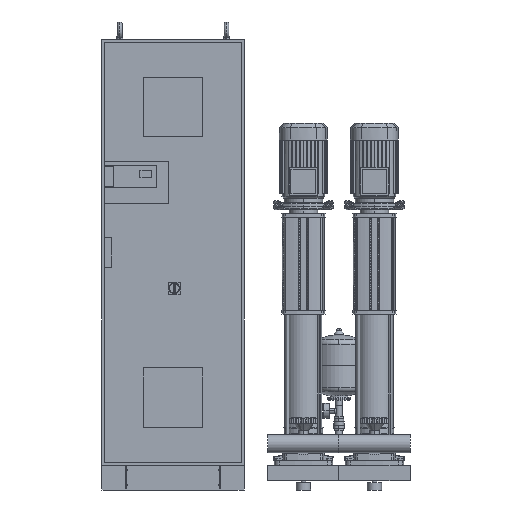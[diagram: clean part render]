
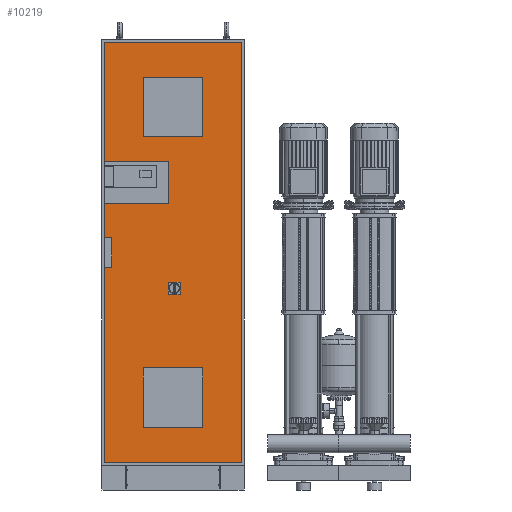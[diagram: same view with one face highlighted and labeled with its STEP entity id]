
A CAD part, front view. The second image highlights one B-rep face of the part: STEP entity #10219.
In plain terms, the highlighted planar face has unit normal (0, -1, 0).
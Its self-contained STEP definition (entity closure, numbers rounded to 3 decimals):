
#9337=CARTESIAN_POINT('',(-658.,-262.5,940.0));
#9338=VERTEX_POINT('',#9337);
#9345=CARTESIAN_POINT('',(-658.,-262.5,1065.0));
#9346=VERTEX_POINT('',#9345);
#9347=CARTESIAN_POINT('',(-658.,-262.5,1065.0));
#9348=DIRECTION('',(0.0,0.0,-1.0));
#9349=VECTOR('',#9348,125.0);
#9350=LINE('',#9347,#9349);
#9351=EDGE_CURVE('',#9346,#9338,#9350,.T.);
#9375=CARTESIAN_POINT('',(-688.,-262.5,940.0));
#9376=VERTEX_POINT('',#9375);
#9383=CARTESIAN_POINT('',(-658.,-262.5,940.0));
#9384=DIRECTION('',(-1.0,0.0,0.0));
#9385=VECTOR('',#9384,30.);
#9386=LINE('',#9383,#9385);
#9387=EDGE_CURVE('',#9338,#9376,#9386,.T.);
#9406=CARTESIAN_POINT('',(-688.0,-262.5,1065.0));
#9407=VERTEX_POINT('',#9406);
#9414=CARTESIAN_POINT('',(-688.,-262.5,940.0));
#9415=DIRECTION('',(0.0,0.0,1.0));
#9416=VECTOR('',#9415,125.0);
#9417=LINE('',#9414,#9416);
#9418=EDGE_CURVE('',#9376,#9407,#9417,.T.);
#9436=CARTESIAN_POINT('',(-688.0,-262.5,1065.0));
#9437=DIRECTION('',(1.0,0.0,0.0));
#9438=VECTOR('',#9437,30.);
#9439=LINE('',#9436,#9438);
#9440=EDGE_CURVE('',#9407,#9346,#9439,.T.);
#9503=CARTESIAN_POINT('',(-690.,-262.5,1210.0));
#9504=VERTEX_POINT('',#9503);
#9521=CARTESIAN_POINT('',(-690.,-262.5,115.0));
#9522=VERTEX_POINT('',#9521);
#9529=CARTESIAN_POINT('',(-690.,-262.5,115.0));
#9530=DIRECTION('',(0.0,0.0,1.0));
#9531=VECTOR('',#9530,1095.0);
#9532=LINE('',#9529,#9531);
#9533=EDGE_CURVE('',#9522,#9504,#9532,.T.);
#9551=CARTESIAN_POINT('',(-420.,-262.5,1385.0));
#9552=VERTEX_POINT('',#9551);
#9559=CARTESIAN_POINT('',(-690.,-262.5,1385.0));
#9560=VERTEX_POINT('',#9559);
#9561=CARTESIAN_POINT('',(-690.,-262.5,1385.0));
#9562=DIRECTION('',(1.0,0.0,0.0));
#9563=VECTOR('',#9562,270.0);
#9564=LINE('',#9561,#9563);
#9565=EDGE_CURVE('',#9560,#9552,#9564,.T.);
#9598=CARTESIAN_POINT('',(-420.,-262.5,1210.0));
#9599=VERTEX_POINT('',#9598);
#9606=CARTESIAN_POINT('',(-420.,-262.5,1385.0));
#9607=DIRECTION('',(0.0,0.0,-1.0));
#9608=VECTOR('',#9607,175.0);
#9609=LINE('',#9606,#9608);
#9610=EDGE_CURVE('',#9552,#9599,#9609,.T.);
#9635=CARTESIAN_POINT('',(-420.,-262.5,1210.0));
#9636=DIRECTION('',(-1.0,0.0,0.0));
#9637=VECTOR('',#9636,270.0);
#9638=LINE('',#9635,#9637);
#9639=EDGE_CURVE('',#9599,#9504,#9638,.T.);
#9678=CARTESIAN_POINT('',(-275.0,-262.5,1740.0));
#9679=VERTEX_POINT('',#9678);
#9686=CARTESIAN_POINT('',(-525.0,-262.5,1740.0));
#9687=VERTEX_POINT('',#9686);
#9688=CARTESIAN_POINT('',(-525.0,-262.5,1740.0));
#9689=DIRECTION('',(1.0,0.0,0.0));
#9690=VECTOR('',#9689,250.0);
#9691=LINE('',#9688,#9690);
#9692=EDGE_CURVE('',#9687,#9679,#9691,.T.);
#9716=CARTESIAN_POINT('',(-275.,-262.5,1490.0));
#9717=VERTEX_POINT('',#9716);
#9724=CARTESIAN_POINT('',(-275.0,-262.5,1740.0));
#9725=DIRECTION('',(0.0,0.0,-1.0));
#9726=VECTOR('',#9725,250.0);
#9727=LINE('',#9724,#9726);
#9728=EDGE_CURVE('',#9679,#9717,#9727,.T.);
#9747=CARTESIAN_POINT('',(-525.0,-262.5,1490.0));
#9748=VERTEX_POINT('',#9747);
#9755=CARTESIAN_POINT('',(-275.,-262.5,1490.0));
#9756=DIRECTION('',(-1.0,0.0,0.0));
#9757=VECTOR('',#9756,250.);
#9758=LINE('',#9755,#9757);
#9759=EDGE_CURVE('',#9717,#9748,#9758,.T.);
#9777=CARTESIAN_POINT('',(-525.0,-262.5,1490.0));
#9778=DIRECTION('',(0.0,0.0,1.0));
#9779=VECTOR('',#9778,250.0);
#9780=LINE('',#9777,#9779);
#9781=EDGE_CURVE('',#9748,#9687,#9780,.T.);
#9814=CARTESIAN_POINT('',(-275.,-262.5,265.0));
#9815=VERTEX_POINT('',#9814);
#9822=CARTESIAN_POINT('',(-275.,-262.5,515.0));
#9823=VERTEX_POINT('',#9822);
#9824=CARTESIAN_POINT('',(-275.,-262.5,515.0));
#9825=DIRECTION('',(0.0,0.0,-1.0));
#9826=VECTOR('',#9825,250.0);
#9827=LINE('',#9824,#9826);
#9828=EDGE_CURVE('',#9823,#9815,#9827,.T.);
#9852=CARTESIAN_POINT('',(-525.,-262.5,265.0));
#9853=VERTEX_POINT('',#9852);
#9860=CARTESIAN_POINT('',(-275.,-262.5,265.0));
#9861=DIRECTION('',(-1.0,0.0,0.0));
#9862=VECTOR('',#9861,250.);
#9863=LINE('',#9860,#9862);
#9864=EDGE_CURVE('',#9815,#9853,#9863,.T.);
#9883=CARTESIAN_POINT('',(-525.,-262.5,515.0));
#9884=VERTEX_POINT('',#9883);
#9891=CARTESIAN_POINT('',(-525.,-262.5,265.0));
#9892=DIRECTION('',(0.0,0.0,1.0));
#9893=VECTOR('',#9892,250.0);
#9894=LINE('',#9891,#9893);
#9895=EDGE_CURVE('',#9853,#9884,#9894,.T.);
#9913=CARTESIAN_POINT('',(-525.,-262.5,515.0));
#9914=DIRECTION('',(1.0,0.0,0.0));
#9915=VECTOR('',#9914,250.);
#9916=LINE('',#9913,#9915);
#9917=EDGE_CURVE('',#9884,#9823,#9916,.T.);
#10076=CARTESIAN_POINT('',(-110.,-262.5,1890.0));
#10077=VERTEX_POINT('',#10076);
#10078=CARTESIAN_POINT('',(-110.0,-262.5,115.0));
#10079=VERTEX_POINT('',#10078);
#10080=CARTESIAN_POINT('',(-110.,-262.5,1890.0));
#10081=DIRECTION('',(0.0,0.0,-1.0));
#10082=VECTOR('',#10081,1775.0);
#10083=LINE('',#10080,#10082);
#10084=EDGE_CURVE('',#10077,#10079,#10083,.T.);
#10116=CARTESIAN_POINT('',(-110.0,-262.5,115.0));
#10117=DIRECTION('',(-1.0,0.0,0.0));
#10118=VECTOR('',#10117,580.);
#10119=LINE('',#10116,#10118);
#10120=EDGE_CURVE('',#10079,#9522,#10119,.T.);
#10139=CARTESIAN_POINT('',(-690.,-262.5,1890.0));
#10140=VERTEX_POINT('',#10139);
#10141=CARTESIAN_POINT('',(-690.,-262.5,1385.0));
#10142=DIRECTION('',(0.0,0.0,1.0));
#10143=VECTOR('',#10142,505.0);
#10144=LINE('',#10141,#10143);
#10145=EDGE_CURVE('',#9560,#10140,#10144,.T.);
#10169=CARTESIAN_POINT('',(-690.,-262.5,1890.0));
#10170=DIRECTION('',(1.0,0.0,0.0));
#10171=VECTOR('',#10170,580.);
#10172=LINE('',#10169,#10171);
#10173=EDGE_CURVE('',#10140,#10077,#10172,.T.);
#10186=CARTESIAN_POINT('',(-400.0,-262.5,1002.5));
#10187=DIRECTION('',(0.0,1.0,0.0));
#10188=DIRECTION('',(0.0,0.0,1.0));
#10189=AXIS2_PLACEMENT_3D('',#10186,#10187,#10188);
#10190=PLANE('',#10189);
#10191=ORIENTED_EDGE('',*,*,#9639,.T.);
#10192=ORIENTED_EDGE('',*,*,#9533,.F.);
#10193=ORIENTED_EDGE('',*,*,#10120,.F.);
#10194=ORIENTED_EDGE('',*,*,#10084,.F.);
#10195=ORIENTED_EDGE('',*,*,#10173,.F.);
#10196=ORIENTED_EDGE('',*,*,#10145,.F.);
#10197=ORIENTED_EDGE('',*,*,#9565,.T.);
#10198=ORIENTED_EDGE('',*,*,#9610,.T.);
#10199=EDGE_LOOP('',(#10191,#10192,#10193,#10194,#10195,#10196,#10197,#10198));
#10200=FACE_OUTER_BOUND('',#10199,.T.);
#10201=ORIENTED_EDGE('',*,*,#9351,.T.);
#10202=ORIENTED_EDGE('',*,*,#9387,.T.);
#10203=ORIENTED_EDGE('',*,*,#9418,.T.);
#10204=ORIENTED_EDGE('',*,*,#9440,.T.);
#10205=EDGE_LOOP('',(#10201,#10202,#10203,#10204));
#10206=FACE_BOUND('',#10205,.T.);
#10207=ORIENTED_EDGE('',*,*,#9692,.T.);
#10208=ORIENTED_EDGE('',*,*,#9728,.T.);
#10209=ORIENTED_EDGE('',*,*,#9759,.T.);
#10210=ORIENTED_EDGE('',*,*,#9781,.T.);
#10211=EDGE_LOOP('',(#10207,#10208,#10209,#10210));
#10212=FACE_BOUND('',#10211,.T.);
#10213=ORIENTED_EDGE('',*,*,#9828,.T.);
#10214=ORIENTED_EDGE('',*,*,#9864,.T.);
#10215=ORIENTED_EDGE('',*,*,#9895,.T.);
#10216=ORIENTED_EDGE('',*,*,#9917,.T.);
#10217=EDGE_LOOP('',(#10213,#10214,#10215,#10216));
#10218=FACE_BOUND('',#10217,.T.);
#10219=ADVANCED_FACE('',(#10200,#10206,#10212,#10218),#10190,.F.);
